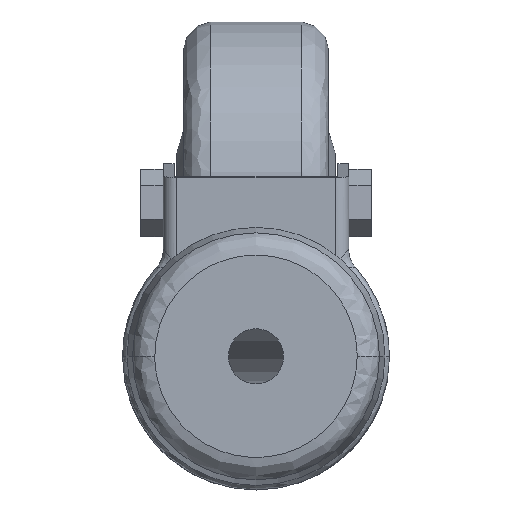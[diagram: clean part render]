
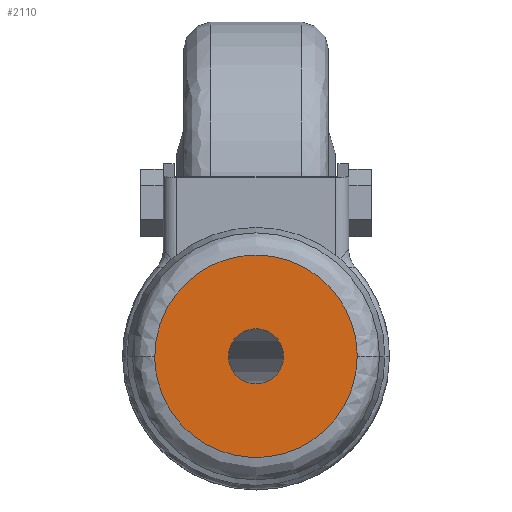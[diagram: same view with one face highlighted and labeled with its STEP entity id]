
A CAD part, top view. The second image highlights one B-rep face of the part: STEP entity #2110.
In plain terms, the highlighted planar face has unit normal (0, 0, 1).
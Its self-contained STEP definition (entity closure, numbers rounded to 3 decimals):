
#95 = EDGE_CURVE ( 'NONE', #2743, #290, #1080, .T. ) ;
#180 = CARTESIAN_POINT ( 'NONE',  ( -22.365, 0., 108. ) ) ;
#192 = EDGE_LOOP ( 'NONE', ( #1438, #319 ) ) ;
#227 = DIRECTION ( 'NONE',  ( -1., 0., 0. ) ) ;
#247 = EDGE_CURVE ( 'NONE', #782, #3437, #6652, .T. ) ;
#290 = VERTEX_POINT ( 'NONE', #792 ) ;
#319 = ORIENTED_EDGE ( 'NONE', *, *, #5156, .T. ) ;
#329 = CARTESIAN_POINT ( 'NONE',  ( 22.365, -44.73, 108. ) ) ;
#441 =( BOUNDED_CURVE ( )  B_SPLINE_CURVE ( 3, ( #5677, #4103, #2082, #2532 ),
 .UNSPECIFIED., .F., .T. ) 
 B_SPLINE_CURVE_WITH_KNOTS ( ( 4, 4 ),
 ( 0., 1. ),
 .UNSPECIFIED. ) 
 CURVE ( )  GEOMETRIC_REPRESENTATION_ITEM ( )  RATIONAL_B_SPLINE_CURVE ( ( 1., 0.805, 0.805, 1. ) ) 
 REPRESENTATION_ITEM ( '' )  );
#571 = CARTESIAN_POINT ( 'NONE',  ( 0., 0., 108. ) ) ;
#705 = CARTESIAN_POINT ( 'NONE',  ( 0., 0., 108. ) ) ;
#782 = VERTEX_POINT ( 'NONE', #180 ) ;
#792 = CARTESIAN_POINT ( 'NONE',  ( 6.1, 0., 108. ) ) ;
#871 = FACE_OUTER_BOUND ( 'NONE', #1579, .T. ) ;
#1080 = CIRCLE ( 'NONE', #2393, 6.1 ) ;
#1124 =( BOUNDED_CURVE ( )  B_SPLINE_CURVE ( 3, ( #4466, #329, #5562, #2352 ),
 .UNSPECIFIED., .F., .T. ) 
 B_SPLINE_CURVE_WITH_KNOTS ( ( 4, 4 ),
 ( 0., 1. ),
 .UNSPECIFIED. ) 
 CURVE ( )  GEOMETRIC_REPRESENTATION_ITEM ( )  RATIONAL_B_SPLINE_CURVE ( ( 1., 0.333, 0.333, 1. ) ) 
 REPRESENTATION_ITEM ( '' )  );
#1279 = AXIS2_PLACEMENT_3D ( 'NONE', #705, #3320, #227 ) ;
#1438 = ORIENTED_EDGE ( 'NONE', *, *, #95, .T. ) ;
#1450 = CARTESIAN_POINT ( 'NONE',  ( 0., 22.365, 108. ) ) ;
#1520 = EDGE_CURVE ( 'NONE', #3437, #6667, #441, .T. ) ;
#1579 = EDGE_LOOP ( 'NONE', ( #6046, #5555, #4060 ) ) ;
#2082 = CARTESIAN_POINT ( 'NONE',  ( 22.365, 13.101, 108. ) ) ;
#2110 = ADVANCED_FACE ( 'NONE', ( #871, #4961 ), #5789, .T. ) ;
#2352 = CARTESIAN_POINT ( 'NONE',  ( -22.365, 0., 108. ) ) ;
#2393 = AXIS2_PLACEMENT_3D ( 'NONE', #571, #3604, #5795 ) ;
#2532 = CARTESIAN_POINT ( 'NONE',  ( 22.365, 0., 108. ) ) ;
#2743 = VERTEX_POINT ( 'NONE', #5599 ) ;
#3187 = DIRECTION ( 'NONE',  ( 0., 0., 1. ) ) ;
#3313 = AXIS2_PLACEMENT_3D ( 'NONE', #5273, #3187, #4162 ) ;
#3320 = DIRECTION ( 'NONE',  ( 0., 0., -1. ) ) ;
#3329 = CIRCLE ( 'NONE', #1279, 6.1 ) ;
#3437 = VERTEX_POINT ( 'NONE', #1450 ) ;
#3604 = DIRECTION ( 'NONE',  ( 0., 0., -1. ) ) ;
#4060 = ORIENTED_EDGE ( 'NONE', *, *, #1520, .F. ) ;
#4103 = CARTESIAN_POINT ( 'NONE',  ( 13.101, 22.365, 108. ) ) ;
#4162 = DIRECTION ( 'NONE',  ( 1., 0., 0. ) ) ;
#4403 = CARTESIAN_POINT ( 'NONE',  ( -22.365, 13.101, 108. ) ) ;
#4466 = CARTESIAN_POINT ( 'NONE',  ( 22.365, 0., 108. ) ) ;
#4961 = FACE_BOUND ( 'NONE', #192, .T. ) ;
#5156 = EDGE_CURVE ( 'NONE', #290, #2743, #3329, .T. ) ;
#5241 = CARTESIAN_POINT ( 'NONE',  ( 22.365, 0., 108. ) ) ;
#5273 = CARTESIAN_POINT ( 'NONE',  ( 0., -13.104, 108. ) ) ;
#5444 = CARTESIAN_POINT ( 'NONE',  ( -22.365, 0., 108. ) ) ;
#5555 = ORIENTED_EDGE ( 'NONE', *, *, #6404, .F. ) ;
#5562 = CARTESIAN_POINT ( 'NONE',  ( -22.365, -44.73, 108. ) ) ;
#5599 = CARTESIAN_POINT ( 'NONE',  ( -6.1, 0., 108. ) ) ;
#5677 = CARTESIAN_POINT ( 'NONE',  ( 0., 22.365, 108. ) ) ;
#5789 = PLANE ( 'NONE',  #3313 ) ;
#5795 = DIRECTION ( 'NONE',  ( -1., 0., 0. ) ) ;
#6005 = CARTESIAN_POINT ( 'NONE',  ( -13.101, 22.365, 108. ) ) ;
#6046 = ORIENTED_EDGE ( 'NONE', *, *, #247, .F. ) ;
#6404 = EDGE_CURVE ( 'NONE', #6667, #782, #1124, .T. ) ;
#6531 = CARTESIAN_POINT ( 'NONE',  ( 0., 22.365, 108. ) ) ;
#6652 =( BOUNDED_CURVE ( )  B_SPLINE_CURVE ( 3, ( #5444, #4403, #6005, #6531 ),
 .UNSPECIFIED., .F., .T. ) 
 B_SPLINE_CURVE_WITH_KNOTS ( ( 4, 4 ),
 ( 0., 1. ),
 .UNSPECIFIED. ) 
 CURVE ( )  GEOMETRIC_REPRESENTATION_ITEM ( )  RATIONAL_B_SPLINE_CURVE ( ( 1., 0.805, 0.805, 1. ) ) 
 REPRESENTATION_ITEM ( '' )  );
#6667 = VERTEX_POINT ( 'NONE', #5241 ) ;
